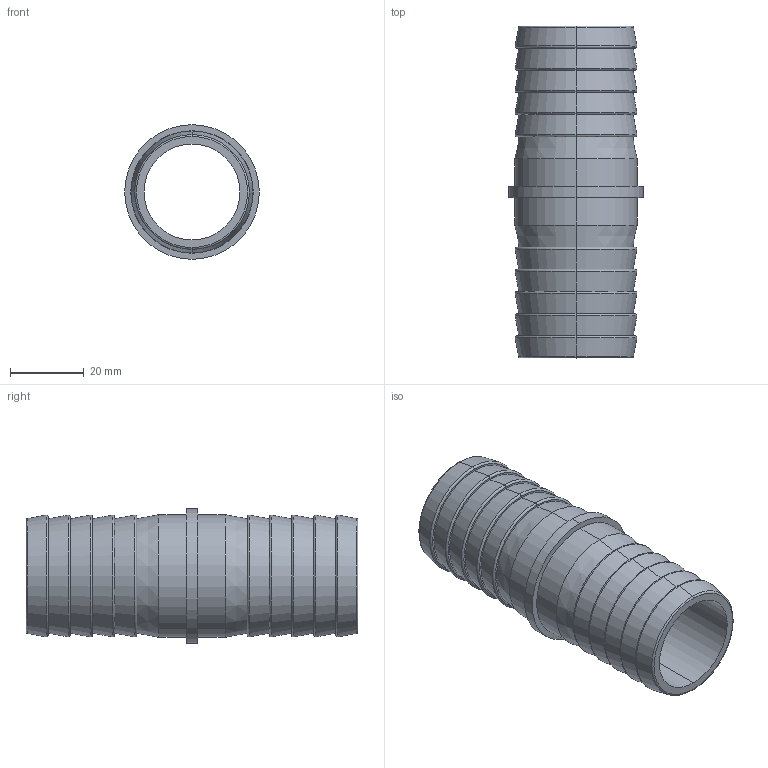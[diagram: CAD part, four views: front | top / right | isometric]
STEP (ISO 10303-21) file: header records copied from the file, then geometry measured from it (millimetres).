
FILE_DESCRIPTION (( 'STEP AP214' ), '1' );
FILE_NAME ('32－32.STEP', '2022-11-15T05:03:06', ( '' ), ( 'Microsoft' ), 'SwSTEP 2.0', 'SolidWorks 2014', '' );
FILE_SCHEMA (( 'AUTOMOTIVE_DESIGN' ));
Length unit declared in the file: millimetre
Products named in the file (1): 32ㄜ32
Bounding box: 36.5 x 90 x 36.5 mm (x, y, z)
Volume: 26541.6 mm3; surface area: 18193.8 mm2
Topology: 1 solids, 1 shells, 70 faces, 140 edges, 84 vertices
Faces by surface type: torus 24, cone 24, plane 14, cylinder 8
Entity records: 1886 total; most frequent: DIRECTION 390, CARTESIAN_POINT 295, ORIENTED_EDGE 280, AXIS2_PLACEMENT_3D 179, EDGE_CURVE 140, CIRCLE 108, VERTEX_POINT 84, EDGE_LOOP 84
